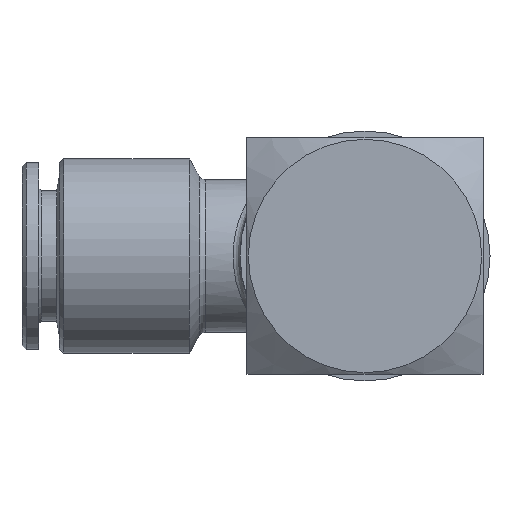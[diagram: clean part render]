
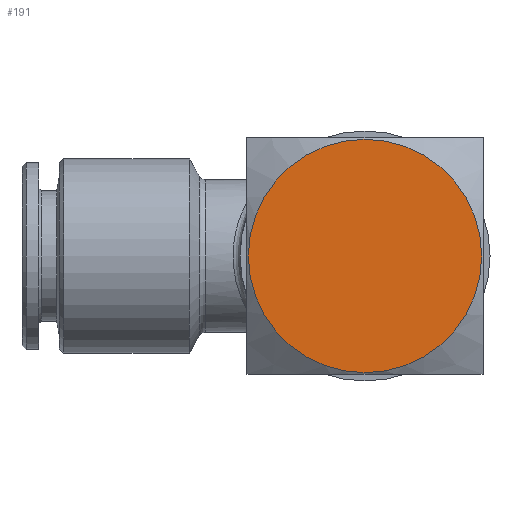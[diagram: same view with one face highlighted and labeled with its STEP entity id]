
A CAD part, left-side view. The second image highlights one B-rep face of the part: STEP entity #191.
In plain terms, the highlighted planar face has unit normal (-1, 0, 0).
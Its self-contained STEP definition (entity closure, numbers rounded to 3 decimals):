
#191 = ADVANCED_FACE( 'NONE', ( #309 ), #310, .F. );
#309 = FACE_OUTER_BOUND( '', #679, .T. );
#310 = PLANE( '', #680 );
#679 = EDGE_LOOP( '', ( #1146 ) );
#680 = AXIS2_PLACEMENT_3D( '', #1147, #1148, #1149 );
#1146 = ORIENTED_EDGE( '', *, *, #1582, .F. );
#1147 = CARTESIAN_POINT( '', ( -9., -8.5, 8.5 ) );
#1148 = DIRECTION( '', ( 1., 0., 0. ) );
#1149 = DIRECTION( '', ( 0., 1., 0. ) );
#1582 = EDGE_CURVE( 'NONE', #1785, #1785, #1786, .T. );
#1785 = VERTEX_POINT( '', #2330 );
#1786 = CIRCLE( '', #2331, 8.4 );
#2330 = CARTESIAN_POINT( '', ( -9., 0., -8.4 ) );
#2331 = AXIS2_PLACEMENT_3D( '', #2848, #2849, #2850 );
#2848 = CARTESIAN_POINT( '', ( -9., 0., 0. ) );
#2849 = DIRECTION( '', ( 1., 0., 0. ) );
#2850 = DIRECTION( '', ( 0., 0., -1. ) );
